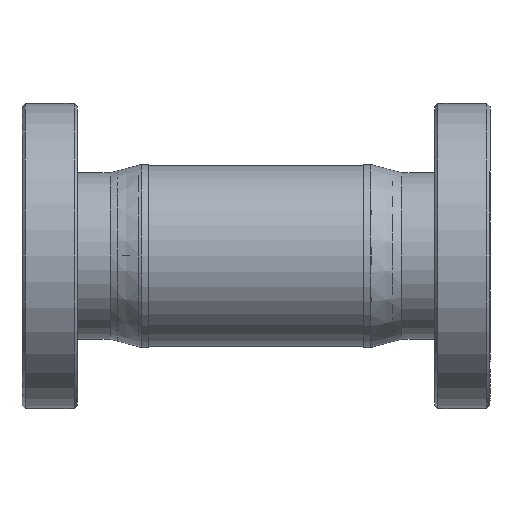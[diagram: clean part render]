
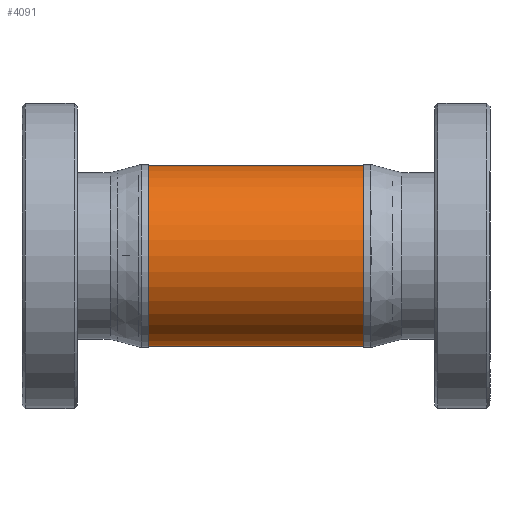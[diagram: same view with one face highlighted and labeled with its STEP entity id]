
A CAD part, left-side view. The second image highlights one B-rep face of the part: STEP entity #4091.
In plain terms, the highlighted cylindrical face has radius 20.637 mm (diameter 41.275 mm), a partial arc.
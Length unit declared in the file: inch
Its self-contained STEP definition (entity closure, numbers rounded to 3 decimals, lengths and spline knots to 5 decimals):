
#23 = LINE ( 'NONE', #808, #1124 ) ;
#168 = CARTESIAN_POINT ( 'NONE',  ( 0., -1.72372, 0. ) ) ;
#198 = CIRCLE ( 'NONE', #2605, 0.8125 ) ;
#315 = AXIS2_PLACEMENT_3D ( 'NONE', #2451, #3105, #432 ) ;
#426 = LINE ( 'NONE', #3011, #2914 ) ;
#432 = DIRECTION ( 'NONE',  ( 0., 0., -1. ) ) ;
#434 = VERTEX_POINT ( 'NONE', #3816 ) ;
#496 = EDGE_CURVE ( 'NONE', #1104, #1250, #2376, .T. ) ;
#508 = DIRECTION ( 'NONE',  ( 0., 0., -1. ) ) ;
#553 = CYLINDRICAL_SURFACE ( 'NONE', #315, 0.8125 ) ;
#651 = DIRECTION ( 'NONE',  ( 0., -1., 0. ) ) ;
#717 = CARTESIAN_POINT ( 'NONE',  ( 0., -3.82552, 0. ) ) ;
#808 = CARTESIAN_POINT ( 'NONE',  ( 0., -3.73494, -0.8125 ) ) ;
#960 = EDGE_CURVE ( 'NONE', #1104, #2396, #426, .T. ) ;
#1044 = DIRECTION ( 'NONE',  ( 0., 0., -1. ) ) ;
#1104 = VERTEX_POINT ( 'NONE', #2908 ) ;
#1124 = VECTOR ( 'NONE', #3826, 39.37008 ) ;
#1250 = VERTEX_POINT ( 'NONE', #1392 ) ;
#1371 = ORIENTED_EDGE ( 'NONE', *, *, #3414, .T. ) ;
#1392 = CARTESIAN_POINT ( 'NONE',  ( 0., -1.72372, -0.8125 ) ) ;
#1462 = ORIENTED_EDGE ( 'NONE', *, *, #496, .T. ) ;
#1556 = EDGE_LOOP ( 'NONE', ( #2816, #1462, #2915, #1371 ) ) ;
#1870 = FACE_OUTER_BOUND ( 'NONE', #1556, .T. ) ;
#1877 = CARTESIAN_POINT ( 'NONE',  ( 0., -3.82552, 0.8125 ) ) ;
#1928 = EDGE_CURVE ( 'NONE', #1250, #434, #23, .T. ) ;
#2376 = CIRCLE ( 'NONE', #2454, 0.8125 ) ;
#2396 = VERTEX_POINT ( 'NONE', #1877 ) ;
#2451 = CARTESIAN_POINT ( 'NONE',  ( 0., -3.73494, 0. ) ) ;
#2454 = AXIS2_PLACEMENT_3D ( 'NONE', #168, #2522, #508 ) ;
#2522 = DIRECTION ( 'NONE',  ( 0., -1., 0. ) ) ;
#2605 = AXIS2_PLACEMENT_3D ( 'NONE', #717, #3074, #1044 ) ;
#2816 = ORIENTED_EDGE ( 'NONE', *, *, #960, .F. ) ;
#2908 = CARTESIAN_POINT ( 'NONE',  ( 0., -1.72372, 0.8125 ) ) ;
#2914 = VECTOR ( 'NONE', #651, 39.37008 ) ;
#2915 = ORIENTED_EDGE ( 'NONE', *, *, #1928, .T. ) ;
#3011 = CARTESIAN_POINT ( 'NONE',  ( 0., -3.73494, 0.8125 ) ) ;
#3074 = DIRECTION ( 'NONE',  ( 0., 1., 0. ) ) ;
#3105 = DIRECTION ( 'NONE',  ( 0., -1., 0. ) ) ;
#3414 = EDGE_CURVE ( 'NONE', #434, #2396, #198, .T. ) ;
#3816 = CARTESIAN_POINT ( 'NONE',  ( 0., -3.82552, -0.8125 ) ) ;
#3826 = DIRECTION ( 'NONE',  ( 0., -1., 0. ) ) ;
#4091 = ADVANCED_FACE ( 'NONE', ( #1870 ), #553, .T. ) ;
